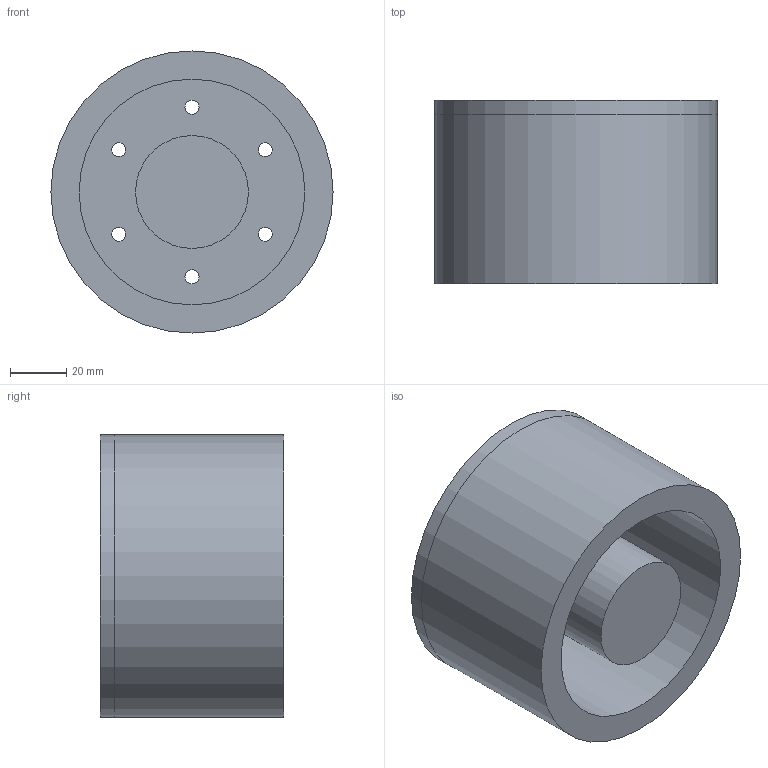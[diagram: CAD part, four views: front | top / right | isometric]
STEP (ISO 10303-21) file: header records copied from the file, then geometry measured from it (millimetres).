
FILE_DESCRIPTION(/* description */ ('STEP AP242','CAx-IF Rec.Pracs.---Representation and Presentation of Product Manufacturing Information (PMI)---4.0---2014-10-13','CAx-IF Rec.Pracs.---3D Tessellated Geometry---0.4---2014-09-14','2;1'),/* implementation_level */ '2;1');
FILE_NAME(/* name */ '67afc2da315ebf4dca9928be',/* time_stamp */ '2025-02-14T22:25:31Z',/* author */ (''),/* organization */ (''),/* preprocessor_version */ 'ST-DEVELOPER v20',/* originating_system */ 'ONSHAPE BY PTC INC, 1.193',/* authorisation */ ' ');
FILE_SCHEMA (('AP242_MANAGED_MODEL_BASED_3D_ENGINEERING_MIM_LF { 1 0 10303 442 1 1 4 }'));
Length unit declared in the file: metre
Products named in the file (3): Part 3; Part 2; Part 1
Bounding box: 100 x 65 x 100 mm (x, y, z)
Volume: 283725.1 mm3; surface area: 67151.5 mm2
Topology: 3 solids, 3 shells, 16 faces, 36 edges, 26 vertices
Faces by surface type: cylinder 10, plane 6
Full cylindrical faces by diameter (mm): 5 x6, 40 x1, 80 x1, 100 x2
Entity records: 466 total; most frequent: DIRECTION 78, CARTESIAN_POINT 59, ORIENTED_EDGE 40, EDGE_LOOP 40, FACE_BOUND 40, AXIS2_PLACEMENT_3D 39, EDGE_CURVE 20, VERTEX_POINT 20
